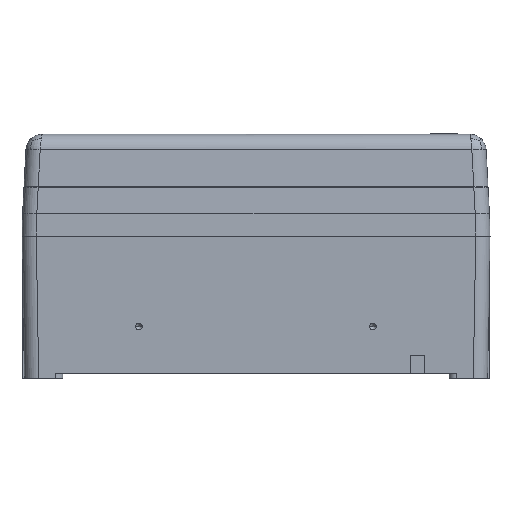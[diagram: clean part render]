
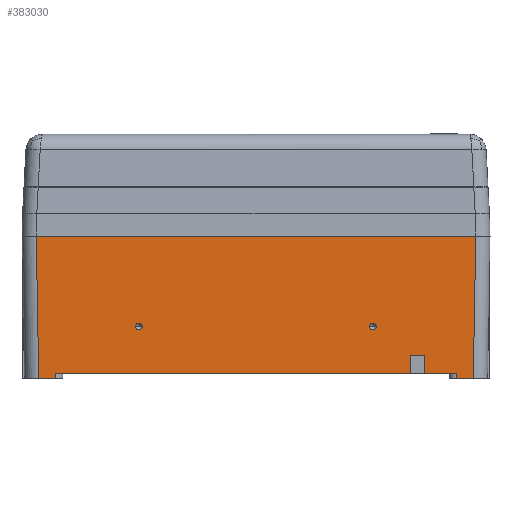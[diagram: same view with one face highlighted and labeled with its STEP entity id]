
A CAD part, front view. The second image highlights one B-rep face of the part: STEP entity #383030.
In plain terms, the highlighted face is planar.
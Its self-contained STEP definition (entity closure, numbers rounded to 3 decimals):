
#364950=CARTESIAN_POINT('',(-9.922,165.257,
-154.256));
#364960=DIRECTION('',(-1.,-0.017,
0.017));
#364970=VECTOR('',#364960,1.);
#364980=LINE('',#364950,#364970);
#364990=CARTESIAN_POINT('',(32.7,166.001,
-155.));
#365000=VERTEX_POINT('',#364990);
#365010=CARTESIAN_POINT('',(-37.3,164.779,
-153.778));
#365020=VERTEX_POINT('',#365010);
#365030=EDGE_CURVE('',#365000,#365020,#364980,.T.);
#371240=CARTESIAN_POINT('',(-37.3,156.5,
-153.778));
#371250=VERTEX_POINT('',#371240);
#371280=CARTESIAN_POINT('',(-37.3,47.736,
-153.778));
#371290=DIRECTION('',(0.,-1.,0.));
#371300=VECTOR('',#371290,1.);
#371310=LINE('',#371280,#371300);
#371320=EDGE_CURVE('',#365020,#371250,#371310,.T.);
#377740=CARTESIAN_POINT('',(32.7,-50.001,
-155.));
#377750=VERTEX_POINT('',#377740);
#377780=CARTESIAN_POINT('',(-9.922,-49.257,
-154.256));
#377790=DIRECTION('',(1.,-0.017,
-0.017));
#377800=VECTOR('',#377790,1.);
#377810=LINE('',#377780,#377800);
#377820=CARTESIAN_POINT('',(-37.3,-48.779,
-153.778));
#377830=VERTEX_POINT('',#377820);
#377840=EDGE_CURVE('',#377830,#377750,#377810,.T.);
#379580=CARTESIAN_POINT('',(-34.8,134.,
-153.822));
#379590=VERTEX_POINT('',#379580);
#379620=CARTESIAN_POINT('',(-9.8,134.,
-154.258));
#379630=DIRECTION('',(-1.,0.,
0.017));
#379640=VECTOR('',#379630,1.);
#379650=LINE('',#379620,#379640);
#379660=CARTESIAN_POINT('',(-25.8,134.,
-153.979));
#379670=VERTEX_POINT('',#379660);
#379680=EDGE_CURVE('',#379670,#379590,#379650,.T.);
#382000=CARTESIAN_POINT('',(-37.289,78.5,
-153.778));
#382010=DIRECTION('',(-0.017,0.,
-1.));
#382020=DIRECTION('',(0.,1.,0.));
#382030=AXIS2_PLACEMENT_3D('',#382000,#382010,#382020);
#382040=PLANE('',#382030);
#382050=CARTESIAN_POINT('',(-11.772,0.5,
-154.224));
#382060=DIRECTION('',(-0.017,0.,
-1.));
#382070=DIRECTION('',(1.,0.,
-0.017));
#382080=AXIS2_PLACEMENT_3D('',#382050,#382060,#382070);
#382090=ELLIPSE('',#382080,1.608,1.608);
#382100=CARTESIAN_POINT('',(-10.164,0.5,
-154.252));
#382110=VERTEX_POINT('',#382100);
#382120=CARTESIAN_POINT('',(-11.8,-1.107,
-154.223));
#382130=VERTEX_POINT('',#382120);
#382140=EDGE_CURVE('',#382110,#382130,#382090,.T.);
#382150=ORIENTED_EDGE('',*,*,#382140,.F.);
#382160=CARTESIAN_POINT('',(-11.8,2.107,
-154.223));
#382170=VERTEX_POINT('',#382160);
#382180=EDGE_CURVE('',#382130,#382170,#382090,.T.);
#382190=ORIENTED_EDGE('',*,*,#382180,.F.);
#382200=EDGE_CURVE('',#382170,#382110,#382090,.T.);
#382210=ORIENTED_EDGE('',*,*,#382200,.F.);
#382220=EDGE_LOOP('',(#382210,#382190,#382150));
#382230=FACE_BOUND('',#382220,.T.);
#382240=CARTESIAN_POINT('',(-11.772,115.5,
-154.224));
#382250=DIRECTION('',(-0.017,0.,
-1.));
#382260=DIRECTION('',(1.,0.,
-0.017));
#382270=AXIS2_PLACEMENT_3D('',#382240,#382250,#382260);
#382280=ELLIPSE('',#382270,1.608,1.608);
#382290=CARTESIAN_POINT('',(-10.164,115.5,
-154.252));
#382300=VERTEX_POINT('',#382290);
#382310=CARTESIAN_POINT('',(-11.8,113.893,
-154.223));
#382320=VERTEX_POINT('',#382310);
#382330=EDGE_CURVE('',#382300,#382320,#382280,.T.);
#382340=ORIENTED_EDGE('',*,*,#382330,.F.);
#382350=CARTESIAN_POINT('',(-11.8,117.107,
-154.223));
#382360=VERTEX_POINT('',#382350);
#382370=EDGE_CURVE('',#382320,#382360,#382280,.T.);
#382380=ORIENTED_EDGE('',*,*,#382370,.F.);
#382390=EDGE_CURVE('',#382360,#382300,#382280,.T.);
#382400=ORIENTED_EDGE('',*,*,#382390,.F.);
#382410=EDGE_LOOP('',(#382400,#382380,#382340));
#382420=FACE_BOUND('',#382410,.T.);
#382430=ORIENTED_EDGE('',*,*,#365030,.F.);
#382440=ORIENTED_EDGE('',*,*,#371320,.F.);
#382450=CARTESIAN_POINT('',(-9.861,156.5,
-154.257));
#382460=DIRECTION('',(-1.,0.,
0.017));
#382470=VECTOR('',#382460,1.);
#382480=LINE('',#382450,#382470);
#382490=CARTESIAN_POINT('',(-34.8,156.5,
-153.822));
#382500=VERTEX_POINT('',#382490);
#382510=EDGE_CURVE('',#382500,#371250,#382480,.T.);
#382520=ORIENTED_EDGE('',*,*,#382510,.T.);
#382530=CARTESIAN_POINT('',(-34.8,47.736,
-153.822));
#382540=DIRECTION('',(0.,1.,0.));
#382550=VECTOR('',#382540,1.);
#382560=LINE('',#382530,#382550);
#382570=CARTESIAN_POINT('',(-34.8,141.,
-153.822));
#382580=VERTEX_POINT('',#382570);
#382590=EDGE_CURVE('',#382580,#382500,#382560,.T.);
#382600=ORIENTED_EDGE('',*,*,#382590,.T.);
#382610=CARTESIAN_POINT('',(-9.8,141.,
-154.258));
#382620=DIRECTION('',(-1.,0.,
0.017));
#382630=VECTOR('',#382620,1.);
#382640=LINE('',#382610,#382630);
#382650=CARTESIAN_POINT('',(-25.8,141.,
-153.979));
#382660=VERTEX_POINT('',#382650);
#382670=EDGE_CURVE('',#382660,#382580,#382640,.T.);
#382680=ORIENTED_EDGE('',*,*,#382670,.T.);
#382690=CARTESIAN_POINT('',(-25.8,47.736,
-153.979));
#382700=DIRECTION('',(0.,-1.,0.));
#382710=VECTOR('',#382700,1.);
#382720=LINE('',#382690,#382710);
#382730=EDGE_CURVE('',#382660,#379670,#382720,.T.);
#382740=ORIENTED_EDGE('',*,*,#382730,.F.);
#382750=ORIENTED_EDGE('',*,*,#379680,.F.);
#382760=CARTESIAN_POINT('',(-34.8,-40.5,
-153.822));
#382770=VERTEX_POINT('',#382760);
#382780=EDGE_CURVE('',#382770,#379590,#382560,.T.);
#382790=ORIENTED_EDGE('',*,*,#382780,.T.);
#382800=CARTESIAN_POINT('',(-9.861,-40.5,
-154.257));
#382810=DIRECTION('',(-1.,0.,
0.017));
#382820=VECTOR('',#382810,1.);
#382830=LINE('',#382800,#382820);
#382840=CARTESIAN_POINT('',(-37.3,-40.5,
-153.778));
#382850=VERTEX_POINT('',#382840);
#382860=EDGE_CURVE('',#382770,#382850,#382830,.T.);
#382870=ORIENTED_EDGE('',*,*,#382860,.F.);
#382880=CARTESIAN_POINT('',(-37.3,47.736,
-153.778));
#382890=DIRECTION('',(0.,-1.,0.));
#382900=VECTOR('',#382890,1.);
#382910=LINE('',#382880,#382900);
#382920=EDGE_CURVE('',#382850,#377830,#382910,.T.);
#382930=ORIENTED_EDGE('',*,*,#382920,.F.);
#382940=ORIENTED_EDGE('',*,*,#377840,.F.);
#382950=CARTESIAN_POINT('',(32.7,47.736,
-155.));
#382960=DIRECTION('',(0.,-1.,0.));
#382970=VECTOR('',#382960,1.);
#382980=LINE('',#382950,#382970);
#382990=EDGE_CURVE('',#365000,#377750,#382980,.T.);
#383000=ORIENTED_EDGE('',*,*,#382990,.T.);
#383010=EDGE_LOOP('',(#383000,#382940,#382930,#382870,#382790,#382750,
#382740,#382680,#382600,#382520,#382440,#382430));
#383020=FACE_OUTER_BOUND('',#383010,.T.);
#383030=ADVANCED_FACE('',(#382230,#382420,#383020),#382040,.T.);
